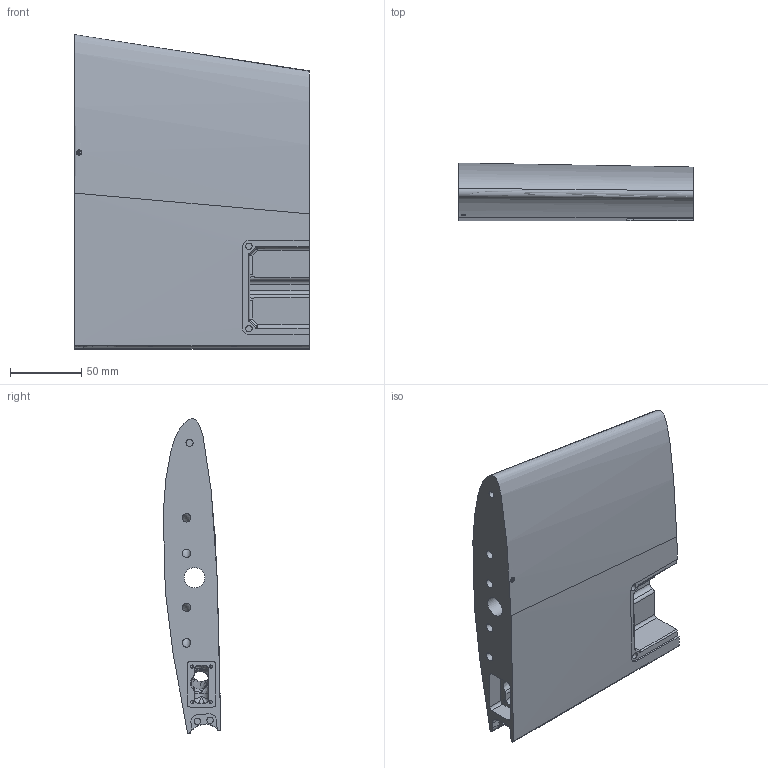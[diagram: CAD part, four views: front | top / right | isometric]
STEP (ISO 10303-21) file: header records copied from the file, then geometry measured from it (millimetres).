
FILE_DESCRIPTION(/* description */ (''),/* implementation_level */ '2;1');
FILE_NAME(/* name */ 'eXplora_VTOL_V1.00_Wing_L1.step',/* time_stamp */ '2023-11-08T06:42:28+01:00',/* author */ (''),/* organization */ (''),/* preprocessor_version */ 'ST-DEVELOPER v20',/* originating_system */ 'Autodesk Translation Framework v12.14.0.127',/* authorisation */ '');
FILE_SCHEMA (('AUTOMOTIVE_DESIGN { 1 0 10303 214 3 1 1 }'));
Length unit declared in the file: millimetre
Products named in the file (1): (Non salvato)
Bounding box: 165 x 40.49 x 221.48 mm (x, y, z)
Volume: 903561.9 mm3; surface area: 106684.7 mm2
Topology: 1 solids, 1 shells, 163 faces, 406 edges, 236 vertices
Faces by surface type: bspline 59, cylinder 56, plane 40, torus 4, cone 4
Full cylindrical faces by diameter (mm): 2 x2, 2.2 x4, 4.5 x4, 5 x1, 6 x4, 14.3 x1
Entity records: 12982 total; most frequent: CARTESIAN_POINT 9501, ORIENTED_EDGE 770, DIRECTION 634, EDGE_CURVE 385, AXIS2_PLACEMENT_3D 250, VERTEX_POINT 236, EDGE_LOOP 183, FACE_OUTER_BOUND 163
